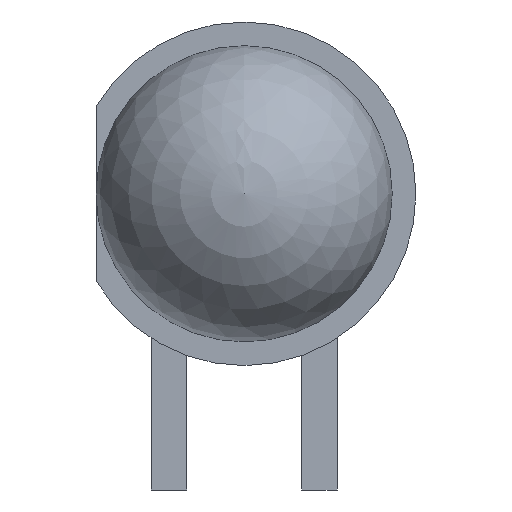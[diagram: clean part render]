
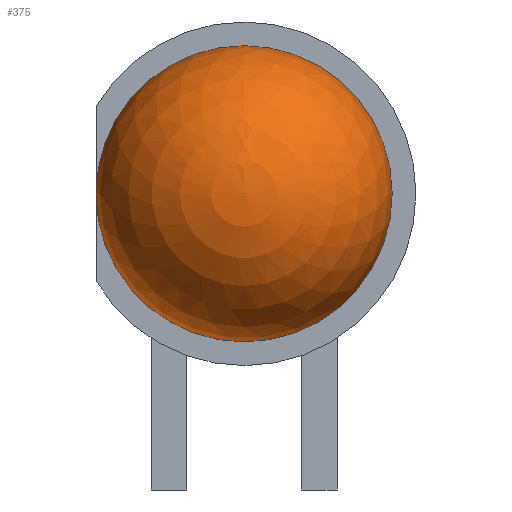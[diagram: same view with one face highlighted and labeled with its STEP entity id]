
A CAD part, front view. The second image highlights one B-rep face of the part: STEP entity #375.
In plain terms, the highlighted spherical face has radius 2.5 mm.
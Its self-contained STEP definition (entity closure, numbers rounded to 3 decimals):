
#204=DIRECTION('',(0.,1.,0.));
#214=VERTEX_POINT('',#215);
#215=CARTESIAN_POINT('',(1.27,-9.91,5.5));
#220=EDGE_CURVE('',#214,#214,#221,.T.);
#221=CIRCLE('',#222,2.5);
#222=AXIS2_PLACEMENT_3D('',#223,#204,#224);
#223=CARTESIAN_POINT('',(1.27,-9.91,3.));
#224=DIRECTION('',(0.,0.,1.));
#228=DIRECTION('',(0.,-1.,0.));
#375=ADVANCED_FACE('',(#376),#388,.T.);
#376=FACE_BOUND('',#377,.F.);
#377=EDGE_LOOP('',(#378,#379,#387));
#378=ORIENTED_EDGE('',*,*,#220,.T.);
#379=ORIENTED_EDGE('',*,*,#380,.T.);
#380=EDGE_CURVE('',#214,#381,#383,.T.);
#381=VERTEX_POINT('',#382);
#382=CARTESIAN_POINT('',(1.27,-12.41,3.));
#383=CIRCLE('',#384,2.5);
#384=AXIS2_PLACEMENT_3D('',#223,#385,#386);
#385=DIRECTION('',(1.,0.,0.));
#386=DIRECTION('',(0.,1.,0.));
#387=ORIENTED_EDGE('',*,*,#380,.F.);
#388=SPHERICAL_SURFACE('',#389,2.5);
#389=AXIS2_PLACEMENT_3D('',#223,#228,#390);
#390=DIRECTION('',(0.,0.,1.));
